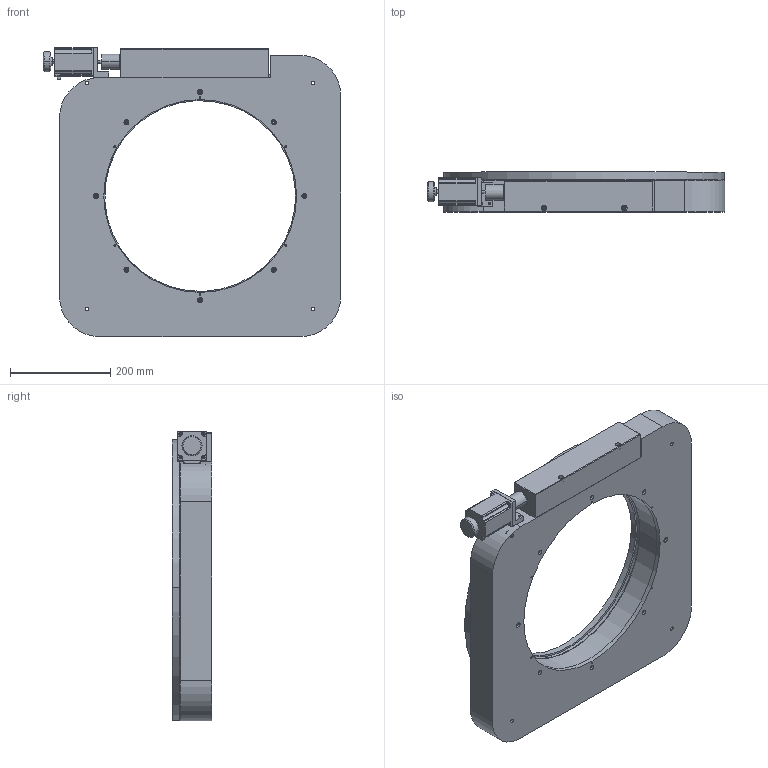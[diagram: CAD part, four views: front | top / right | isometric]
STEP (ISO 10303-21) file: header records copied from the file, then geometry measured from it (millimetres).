
FILE_DESCRIPTION (( 'STEP AP214' ), '1' );
FILE_NAME ('FMSR560.STEP', '2022-12-06T14:16:13', ( '' ), ( '' ), 'SwSTEP 2.0', 'SolidWorks 2017', '' );
FILE_SCHEMA (( 'AUTOMOTIVE_DESIGN' ));
Length unit declared in the file: millimetre
Products named in the file (1): FMSR560
Bounding box: 592.5 x 79 x 576 mm (x, y, z)
Volume: 12054999.1 mm3; surface area: 1825811.6 mm2
Topology: 14 solids, 14 shells, 754 faces, 1881 edges, 1158 vertices
Faces by surface type: cylinder 448, plane 158, cone 148
Entity records: 30772 total; most frequent: DIRECTION 4249, CARTESIAN_POINT 3686, ORIENTED_EDGE 3534, EDGE_CURVE 1767, AXIS2_PLACEMENT_3D 1729, VERTEX_POINT 1158, EDGE_LOOP 1041, CIRCLE 974
